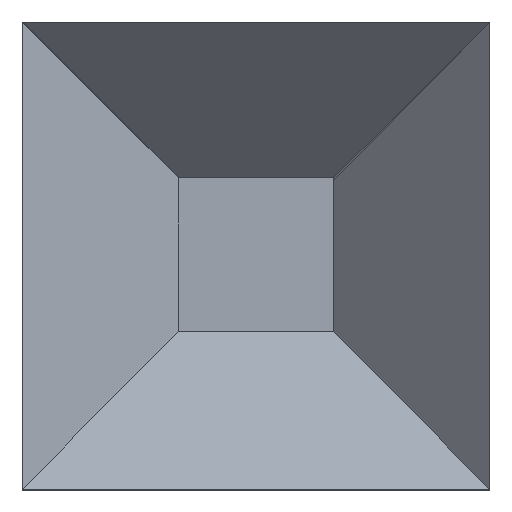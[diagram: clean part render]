
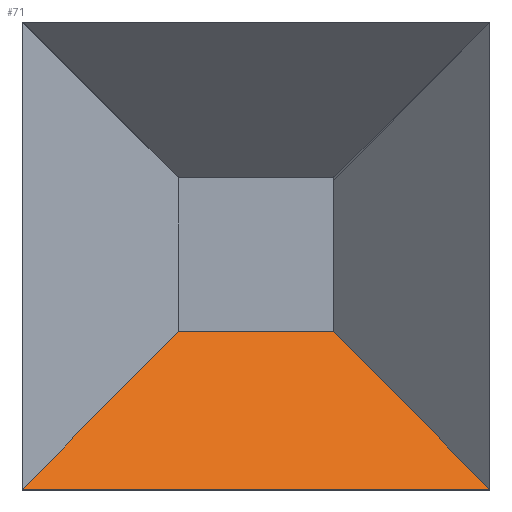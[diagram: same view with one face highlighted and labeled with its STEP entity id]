
A CAD part, top view. The second image highlights one B-rep face of the part: STEP entity #71.
In plain terms, the highlighted free-form (B-spline) face has degree [1, 1] with [2, 2] control points.
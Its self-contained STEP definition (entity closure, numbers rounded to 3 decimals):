
#71=ADVANCED_FACE('',(#89),#367,.T.);
#89=FACE_OUTER_BOUND('',#107,.T.);
#107=EDGE_LOOP('',(#161,#162,#163,#164));
#161=ORIENTED_EDGE('',*,*,#221,.T.);
#162=ORIENTED_EDGE('',*,*,#222,.T.);
#163=ORIENTED_EDGE('',*,*,#223,.T.);
#164=ORIENTED_EDGE('',*,*,#224,.T.);
#221=EDGE_CURVE('',#337,#338,#281,.T.);
#222=EDGE_CURVE('',#338,#339,#282,.T.);
#223=EDGE_CURVE('',#339,#340,#283,.T.);
#224=EDGE_CURVE('',#340,#337,#284,.T.);
#281=B_SPLINE_CURVE_WITH_KNOTS('',1,(#556,#557),.UNSPECIFIED.,.F.,.F.,(2,
2),(0.,30.),.UNSPECIFIED.);
#282=B_SPLINE_CURVE_WITH_KNOTS('',1,(#558,#559),.UNSPECIFIED.,.F.,.F.,(2,
2),(0.,14.142),.UNSPECIFIED.);
#283=B_SPLINE_CURVE_WITH_KNOTS('',1,(#560,#561),.UNSPECIFIED.,.F.,.F.,(2,
2),(-30.,0.),.UNSPECIFIED.);
#284=B_SPLINE_CURVE_WITH_KNOTS('',1,(#562,#563),.UNSPECIFIED.,.F.,.F.,(2,
2),(-14.142,0.),.UNSPECIFIED.);
#337=VERTEX_POINT('',#552);
#338=VERTEX_POINT('',#553);
#339=VERTEX_POINT('',#554);
#340=VERTEX_POINT('',#555);
#367=B_SPLINE_SURFACE_WITH_KNOTS('',1,1,((#548,#549),(#550,#551)),
 .UNSPECIFIED.,.F.,.F.,.F.,(2,2),(2,2),(0.,30.),(0.,14.142),
 .UNSPECIFIED.);
#548=CARTESIAN_POINT('',(-158.96,2.68,5.));
#549=CARTESIAN_POINT('',(-168.96,-7.462,15.));
#550=CARTESIAN_POINT('',(-148.96,2.68,5.));
#551=CARTESIAN_POINT('',(-138.96,-7.462,15.));
#552=CARTESIAN_POINT('',(-158.96,2.68,5.));
#553=CARTESIAN_POINT('',(-148.96,2.68,5.));
#554=CARTESIAN_POINT('',(-138.96,-7.462,15.));
#555=CARTESIAN_POINT('',(-168.96,-7.462,15.));
#556=CARTESIAN_POINT('',(-158.96,2.68,5.));
#557=CARTESIAN_POINT('',(-148.96,2.68,5.));
#558=CARTESIAN_POINT('',(-148.96,2.68,5.));
#559=CARTESIAN_POINT('',(-138.96,-7.462,15.));
#560=CARTESIAN_POINT('',(-138.96,-7.462,15.));
#561=CARTESIAN_POINT('',(-168.96,-7.462,15.));
#562=CARTESIAN_POINT('',(-168.96,-7.462,15.));
#563=CARTESIAN_POINT('',(-158.96,2.68,5.));
